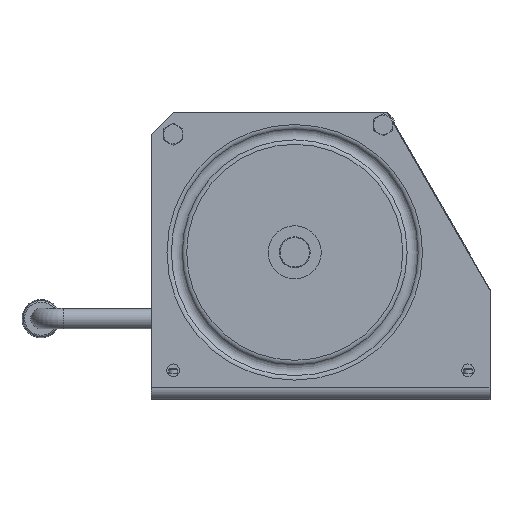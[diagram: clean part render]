
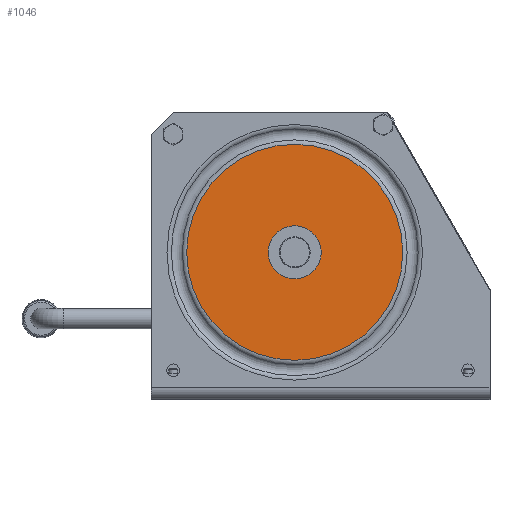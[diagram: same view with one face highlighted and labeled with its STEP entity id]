
A CAD part, left-side view. The second image highlights one B-rep face of the part: STEP entity #1046.
In plain terms, the highlighted face is planar.
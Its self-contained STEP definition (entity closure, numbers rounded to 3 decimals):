
#1046=ADVANCED_FACE('',(#2610,#2611),#2612,.T.);
#2610=FACE_OUTER_BOUND('',#5525,.T.);
#2611=FACE_BOUND('',#5526,.T.);
#2612=PLANE('',#5527);
#5525=EDGE_LOOP('',(#10178));
#5526=EDGE_LOOP('',(#10179));
#5527=AXIS2_PLACEMENT_3D('',#10180,#10181,#10182);
#10178=ORIENTED_EDGE('',*,*,#15313,.F.);
#10179=ORIENTED_EDGE('',*,*,#15314,.T.);
#10180=CARTESIAN_POINT('',(45.209,0.,0.));
#10181=DIRECTION('',(0.,-1.,0.));
#10182=DIRECTION('',(0.,0.,-1.));
#15313=EDGE_CURVE('',#18021,#18021,#18022,.T.);
#15314=EDGE_CURVE('',#18023,#18023,#18024,.T.);
#18021=VERTEX_POINT('',#26127);
#18022=CIRCLE('',#26128,73.292);
#18023=VERTEX_POINT('',#26129);
#18024=CIRCLE('',#26130,18.);
#26127=CARTESIAN_POINT('',(73.292,0.,0.));
#26128=AXIS2_PLACEMENT_3D('',#36852,#36853,#36854);
#26129=CARTESIAN_POINT('',(18.,0.,0.));
#26130=AXIS2_PLACEMENT_3D('',#36855,#36856,#36857);
#36852=CARTESIAN_POINT('',(0.,0.,0.));
#36853=DIRECTION('',(0.,1.,0.));
#36854=DIRECTION('',(1.,0.,0.));
#36855=CARTESIAN_POINT('',(0.,0.,0.));
#36856=DIRECTION('',(0.,1.,0.));
#36857=DIRECTION('',(1.,0.,0.));
